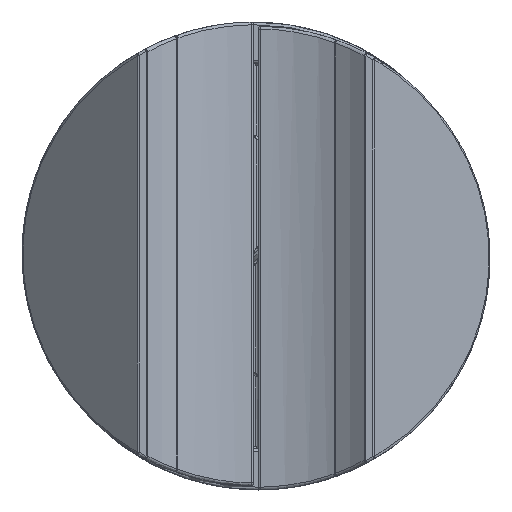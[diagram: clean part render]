
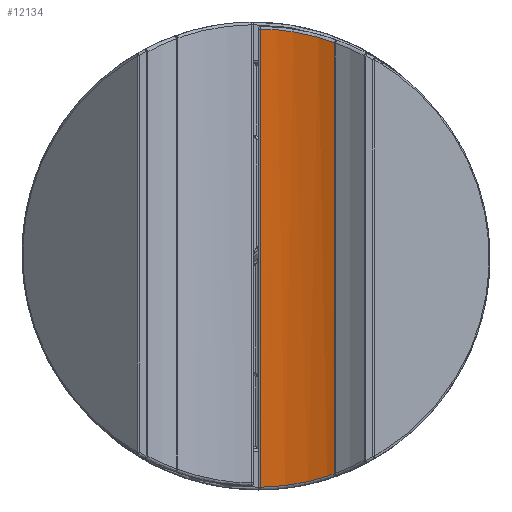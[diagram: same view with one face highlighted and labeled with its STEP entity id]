
A CAD part, front view. The second image highlights one B-rep face of the part: STEP entity #12134.
In plain terms, the highlighted cylindrical face has radius 14 mm (diameter 28 mm), a partial arc.
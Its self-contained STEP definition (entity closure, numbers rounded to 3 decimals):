
#3867=DIRECTION('',(0.,0.707,0.707));
#3868=VECTOR('',#3867,33.598);
#3869=CARTESIAN_POINT('',(-8.408,-3.513,
-11.744));
#3870=LINE('',#3869,#3868);
#4093=DIRECTION('',(0.,-0.707,-0.707));
#4094=VECTOR('',#4093,31.049);
#4095=CARTESIAN_POINT('',(-10.167,15.006,15.449));
#4096=LINE('',#4095,#4094);
#4182=CARTESIAN_POINT('',(-10.167,15.006,15.449));
#4183=CARTESIAN_POINT('',(-9.913,15.462,15.263));
#4184=CARTESIAN_POINT('',(-9.454,16.371,14.844));
#4185=CARTESIAN_POINT('',(-8.915,17.734,14.052));
#4186=CARTESIAN_POINT('',(-8.554,19.031,13.12));
#4187=CARTESIAN_POINT('',(-8.435,19.848,12.399));
#4188=CARTESIAN_POINT('',(-8.408,20.244,12.013));
#4193=CARTESIAN_POINT('',(-8.408,-3.513,
-11.744));
#4194=CARTESIAN_POINT('',(-8.435,-3.899,
-11.349));
#4195=CARTESIAN_POINT('',(-8.554,-4.621,
-10.529));
#4196=CARTESIAN_POINT('',(-8.923,-5.568,
-9.21));
#4197=CARTESIAN_POINT('',(-9.456,-6.345,
-7.868));
#4198=CARTESIAN_POINT('',(-9.913,-6.763,
-6.961));
#4199=CARTESIAN_POINT('',(-10.167,-6.949,
-6.506));
#5145=CARTESIAN_POINT('',(-8.408,-3.513,
-11.744));
#5146=CARTESIAN_POINT('',(-8.408,20.244,12.013));
#5147=VERTEX_POINT('',#5145);
#5148=VERTEX_POINT('',#5146);
#5149=VERTEX_POINT('',#4199);
#5150=VERTEX_POINT('',#4182);
#12122=CARTESIAN_POINT('',(-22.391,-8.146,
-17.354));
#12123=DIRECTION('',(0.,0.707,0.707));
#12124=DIRECTION('',(0.,-0.707,0.707));
#12125=AXIS2_PLACEMENT_3D('',#12122,#12123,#12124);
#12126=CYLINDRICAL_SURFACE('',#12125,14.);
#12127=ORIENTED_EDGE('',*,*,#11520,.T.);
#12129=ORIENTED_EDGE('',*,*,#12128,.F.);
#12130=ORIENTED_EDGE('',*,*,#11909,.T.);
#12131=ORIENTED_EDGE('',*,*,#12107,.F.);
#12132=EDGE_LOOP('',(#12127,#12129,#12130,#12131));
#12133=FACE_OUTER_BOUND('',#12132,.F.);
#4189=B_SPLINE_CURVE_WITH_KNOTS('',3,(#4182,#4183,#4184,#4185,#4186,#4187,
#4188),.UNSPECIFIED.,.F.,.F.,(4,1,1,1,4),(0.,0.25,0.5,0.75,1.),
.UNSPECIFIED.);
#4200=B_SPLINE_CURVE_WITH_KNOTS('',3,(#4193,#4194,#4195,#4196,#4197,#4198,
#4199),.UNSPECIFIED.,.F.,.F.,(4,1,1,1,4),(0.,0.25,0.5,0.75,1.),
.UNSPECIFIED.);
#11520=EDGE_CURVE('',#5147,#5148,#3870,.T.);
#11909=EDGE_CURVE('',#5150,#5149,#4096,.T.);
#12107=EDGE_CURVE('',#5147,#5149,#4200,.T.);
#12128=EDGE_CURVE('',#5150,#5148,#4189,.T.);
#12134=ADVANCED_FACE('',(#12133),#12126,.F.);
